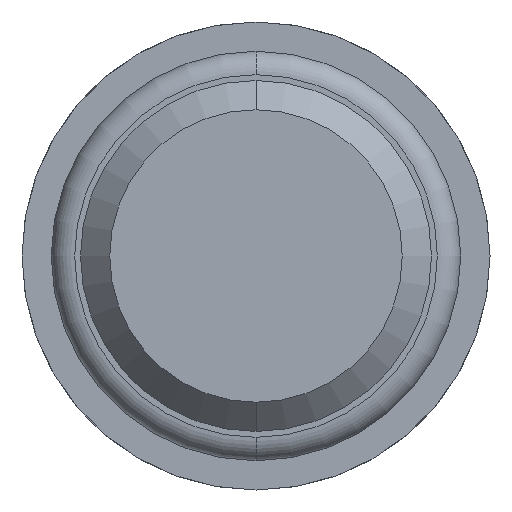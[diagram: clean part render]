
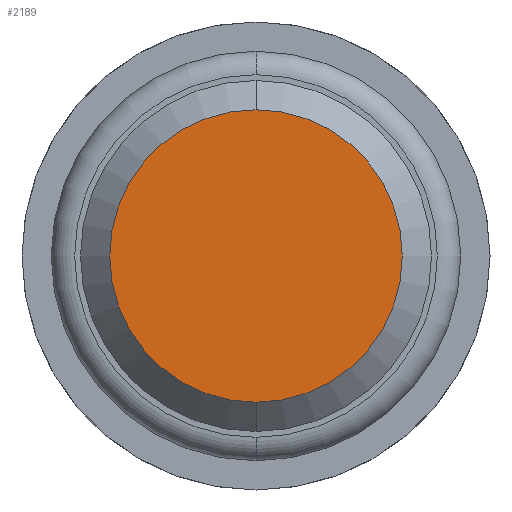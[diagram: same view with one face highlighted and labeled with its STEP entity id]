
A CAD part, front view. The second image highlights one B-rep face of the part: STEP entity #2189.
In plain terms, the highlighted planar face has unit normal (0, -1, 0).
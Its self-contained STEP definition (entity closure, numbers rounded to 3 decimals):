
#123 = EDGE_CURVE ( 'Defeature ausgef�hrt2_0+Defeature ausgef�hrt2_14+Defeature ausgef�hrt2_14+Defeature ausgef�hrt2_14', #2289, #1772, #2521, .T. ) ;
#431 = CARTESIAN_POINT ( 'NONE',  ( 0., -34.6, 1.25 ) ) ;
#521 = DIRECTION ( 'NONE',  ( 0., -1., 0. ) ) ;
#547 = CARTESIAN_POINT ( 'NONE',  ( 0., -34.6, 0. ) ) ;
#741 = AXIS2_PLACEMENT_3D ( 'NONE', #2043, #521, #2946 ) ;
#1038 = ORIENTED_EDGE ( 'NONE', *, *, #3597, .T. ) ;
#1405 = DIRECTION ( 'NONE',  ( 0., -1., 0. ) ) ;
#1553 = DIRECTION ( 'NONE',  ( 0., 1., 0. ) ) ;
#1572 = ORIENTED_EDGE ( 'NONE', *, *, #123, .T. ) ;
#1754 = CIRCLE ( 'NONE', #741, 1.25 ) ;
#1766 = DIRECTION ( 'NONE',  ( 0., 0., 1. ) ) ;
#1772 = VERTEX_POINT ( 'NONE', #3306 ) ;
#1846 = FACE_OUTER_BOUND ( 'NONE', #3631, .T. ) ;
#2043 = CARTESIAN_POINT ( 'NONE',  ( 0., -34.6, 0. ) ) ;
#2189 = ADVANCED_FACE ( 'Defeature ausgef�hrt2_0', ( #1846 ), #3054, .F. ) ;
#2289 = VERTEX_POINT ( 'NONE', #431 ) ;
#2521 = CIRCLE ( 'NONE', #3780, 1.25 ) ;
#2846 = AXIS2_PLACEMENT_3D ( 'NONE', #547, #1553, #1766 ) ;
#2946 = DIRECTION ( 'NONE',  ( 0., 0., 1. ) ) ;
#3054 = PLANE ( 'NONE',  #2846 ) ;
#3306 = CARTESIAN_POINT ( 'NONE',  ( 0., -34.6, -1.25 ) ) ;
#3462 = DIRECTION ( 'NONE',  ( 0., 0., 1. ) ) ;
#3496 = CARTESIAN_POINT ( 'NONE',  ( 0., -34.6, 0. ) ) ;
#3597 = EDGE_CURVE ( 'Defeature ausgef�hrt2_0+Defeature ausgef�hrt2_14+Defeature ausgef�hrt2_14+Defeature ausgef�hrt2_14', #1772, #2289, #1754, .T. ) ;
#3631 = EDGE_LOOP ( 'NONE', ( #1572, #1038 ) ) ;
#3780 = AXIS2_PLACEMENT_3D ( 'NONE', #3496, #1405, #3462 ) ;
